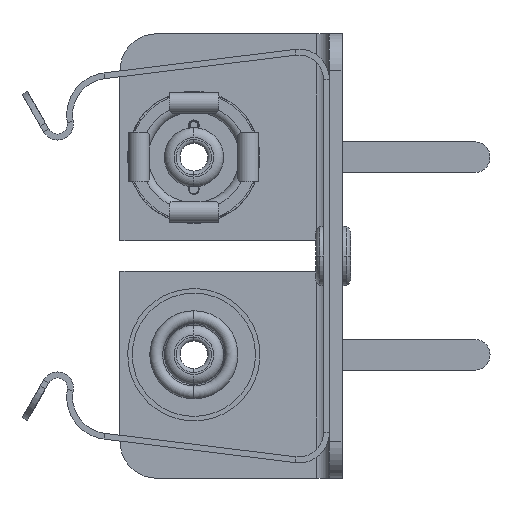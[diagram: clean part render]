
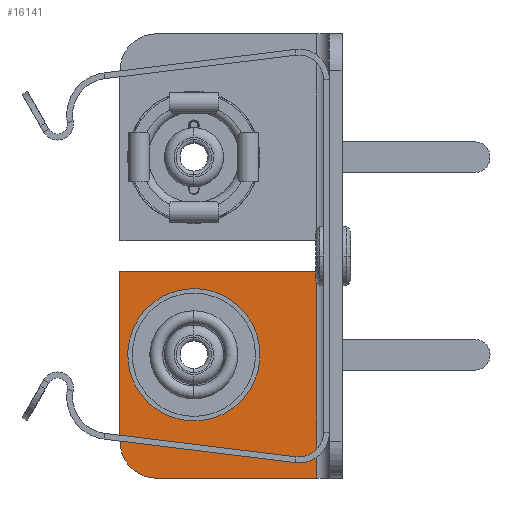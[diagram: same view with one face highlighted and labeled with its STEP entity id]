
A CAD part, left-side view. The second image highlights one B-rep face of the part: STEP entity #16141.
In plain terms, the highlighted planar face has unit normal (-1, 0, 0).
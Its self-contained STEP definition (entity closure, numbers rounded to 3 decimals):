
#4202 = CARTESIAN_POINT ( 'NONE',  ( 29.908, 1.412, -6.511 ) ) ;
#4301 = CARTESIAN_POINT ( 'NONE',  ( 29.908, 1.412, -11.82 ) ) ;
#4302 = DIRECTION ( 'NONE',  ( 0., 0., 1. ) ) ;
#4303 = DIRECTION ( 'NONE',  ( -1., 0., 0. ) ) ;
#4304 = CARTESIAN_POINT ( 'NONE',  ( 29.908, 1.412, -9.165 ) ) ;
#4305 = AXIS2_PLACEMENT_3D ( 'NONE', #4304, #4303, #4302 ) ;
#4306 = CIRCLE ( 'NONE', #4305, 2.654 ) ;
#4415 = DIRECTION ( 'NONE',  ( 0., 0., 1. ) ) ;
#4547 = CARTESIAN_POINT ( 'NONE',  ( 29.908, 6.162, -3.806 ) ) ;
#4553 = VECTOR ( 'NONE', #4616, 1000. ) ;
#4554 = CARTESIAN_POINT ( 'NONE',  ( 29.908, 6.162, 11.472 ) ) ;
#4555 = LINE ( 'NONE', #4554, #4553 ) ;
#4588 = CARTESIAN_POINT ( 'NONE',  ( 29.908, 6.162, -14.741 ) ) ;
#4616 = DIRECTION ( 'NONE',  ( 0., 0., -1. ) ) ;
#4858 = CARTESIAN_POINT ( 'NONE',  ( 29.908, -6.487, -3.806 ) ) ;
#4868 = DIRECTION ( 'NONE',  ( -1., 0., 0. ) ) ;
#4869 = CARTESIAN_POINT ( 'NONE',  ( 29.908, 1.412, -9.165 ) ) ;
#4870 = AXIS2_PLACEMENT_3D ( 'NONE', #4869, #4868, #4415 ) ;
#4871 = CIRCLE ( 'NONE', #4870, 2.654 ) ;
#4966 = DIRECTION ( 'NONE',  ( 0., 1., 0. ) ) ;
#4967 = VECTOR ( 'NONE', #4966, 1000. ) ;
#4968 = CARTESIAN_POINT ( 'NONE',  ( 29.908, -6.487, -17.103 ) ) ;
#4969 = LINE ( 'NONE', #4968, #4967 ) ;
#4986 = FACE_OUTER_BOUND ( 'NONE', #16027, .T. ) ;
#4987 = FACE_BOUND ( 'NONE', #16060, .T. ) ;
#5026 = DIRECTION ( 'NONE',  ( 0., 0., 1. ) ) ;
#5027 = DIRECTION ( 'NONE',  ( -1., 0., 0. ) ) ;
#5028 = CARTESIAN_POINT ( 'NONE',  ( 29.908, -6.487, 11.472 ) ) ;
#5029 = AXIS2_PLACEMENT_3D ( 'NONE', #5028, #5027, #5026 ) ;
#5031 = PLANE ( 'NONE',  #5029 ) ;
#5104 = DIRECTION ( 'NONE',  ( 0., 0., -1. ) ) ;
#5105 = VECTOR ( 'NONE', #5104, 1000. ) ;
#5106 = CARTESIAN_POINT ( 'NONE',  ( 29.908, -6.487, 11.472 ) ) ;
#5107 = LINE ( 'NONE', #5106, #5105 ) ;
#5122 = CARTESIAN_POINT ( 'NONE',  ( 29.908, -6.487, -17.103 ) ) ;
#5135 = DIRECTION ( 'NONE',  ( 0., 1., 0. ) ) ;
#5136 = VECTOR ( 'NONE', #5135, 1000. ) ;
#5137 = CARTESIAN_POINT ( 'NONE',  ( 29.908, -6.487, -3.806 ) ) ;
#5138 = LINE ( 'NONE', #5137, #5136 ) ;
#5163 = DIRECTION ( 'NONE',  ( 0., 0., 1. ) ) ;
#5164 = DIRECTION ( 'NONE',  ( -1., 0., 0. ) ) ;
#5165 = AXIS2_PLACEMENT_3D ( 'NONE', #5172, #5164, #5163 ) ;
#5166 = CIRCLE ( 'NONE', #5165, 2.362 ) ;
#5172 = CARTESIAN_POINT ( 'NONE',  ( 29.908, 3.8, -14.741 ) ) ;
#5191 = CARTESIAN_POINT ( 'NONE',  ( 29.908, 3.8, -17.103 ) ) ;
#15844 = VERTEX_POINT ( 'NONE', #4202 ) ;
#15862 = EDGE_CURVE ( 'NONE', #15864, #15844, #4306, .T. ) ;
#15864 = VERTEX_POINT ( 'NONE', #4301 ) ;
#15971 = VERTEX_POINT ( 'NONE', #4547 ) ;
#15994 = EDGE_CURVE ( 'NONE', #15971, #16020, #4555, .T. ) ;
#16020 = VERTEX_POINT ( 'NONE', #4588 ) ;
#16027 = EDGE_LOOP ( 'NONE', ( #16187, #16181, #16128, #16053, #16176 ) ) ;
#16028 = ORIENTED_EDGE ( 'NONE', *, *, #15862, .F. ) ;
#16053 = ORIENTED_EDGE ( 'NONE', *, *, #16166, .F. ) ;
#16060 = EDGE_LOOP ( 'NONE', ( #16028, #16111 ) ) ;
#16097 = VERTEX_POINT ( 'NONE', #4858 ) ;
#16111 = ORIENTED_EDGE ( 'NONE', *, *, #16114, .F. ) ;
#16114 = EDGE_CURVE ( 'NONE', #15844, #15864, #4871, .T. ) ;
#16128 = ORIENTED_EDGE ( 'NONE', *, *, #16129, .F. ) ;
#16129 = EDGE_CURVE ( 'NONE', #16160, #16188, #4969, .T. ) ;
#16141 = ADVANCED_FACE ( 'NONE', ( #4987, #4986 ), #5031, .T. ) ;
#16160 = VERTEX_POINT ( 'NONE', #5122 ) ;
#16166 = EDGE_CURVE ( 'NONE', #16097, #16160, #5107, .T. ) ;
#16176 = ORIENTED_EDGE ( 'NONE', *, *, #16177, .T. ) ;
#16177 = EDGE_CURVE ( 'NONE', #16097, #15971, #5138, .T. ) ;
#16181 = ORIENTED_EDGE ( 'NONE', *, *, #16182, .T. ) ;
#16182 = EDGE_CURVE ( 'NONE', #16020, #16188, #5166, .T. ) ;
#16187 = ORIENTED_EDGE ( 'NONE', *, *, #15994, .T. ) ;
#16188 = VERTEX_POINT ( 'NONE', #5191 ) ;
